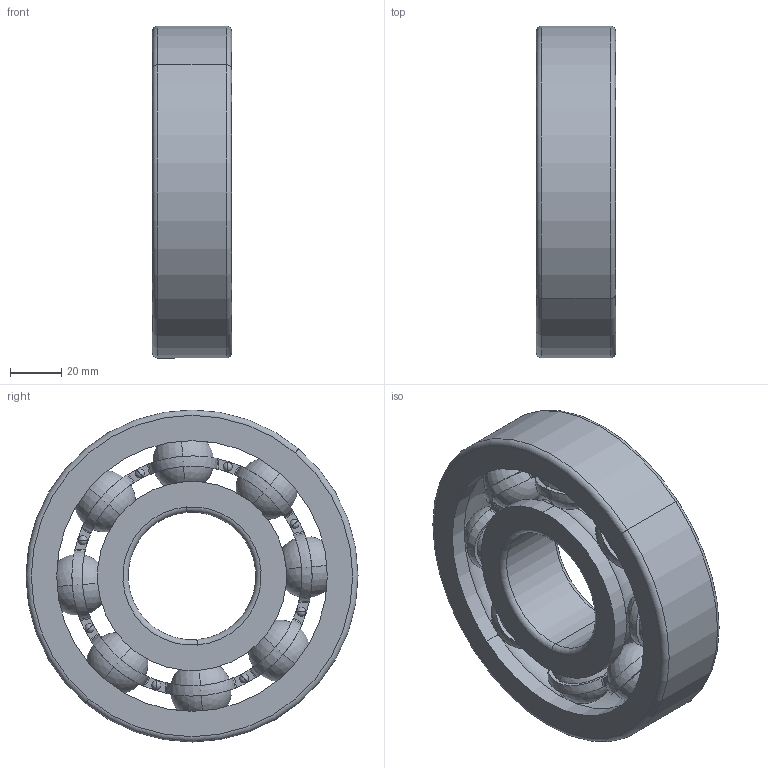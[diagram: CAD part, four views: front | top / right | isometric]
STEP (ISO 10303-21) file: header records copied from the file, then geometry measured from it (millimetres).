
FILE_DESCRIPTION (( 'STEP AP214' ), '1' );
FILE_NAME ('Ball bearing.step', '2023-06-15T00:06:01', ( '' ), ( '' ), 'SwSTEP 2.0', 'SolidWorks 2022', '' );
FILE_SCHEMA (( 'AUTOMOTIVE_DESIGN' ));
Length unit declared in the file: millimetre
Products named in the file (6): Ball 2003091; rivet 02_din_DIN 660-2x6-St-A-3; Cage 2003091; Outer Ring 2003091; Ball bearing; Inner ring 2003091
Assembly tree (20 placements, depth 2):
  Ball bearing
    Ball 2003091  x8
    Cage 2003091  x2
    Inner ring 2003091
    Outer Ring 2003091
    rivet 02_din_DIN 660-2x6-St-A-3  x8
Bounding box: 31 x 130 x 130 mm (x, y, z)
Volume: 243868.9 mm3; surface area: 72327.1 mm2
Topology: 20 solids, 20 shells, 286 faces, 880 edges, 566 vertices
Faces by surface type: torus 118, cylinder 68, plane 52, sphere 48
Entity records: 6258 total; most frequent: CARTESIAN_POINT 2711, DIRECTION 732, ORIENTED_EDGE 680, AXIS2_PLACEMENT_3D 349, EDGE_CURVE 340, VERTEX_POINT 222, CIRCLE 198, EDGE_LOOP 150
